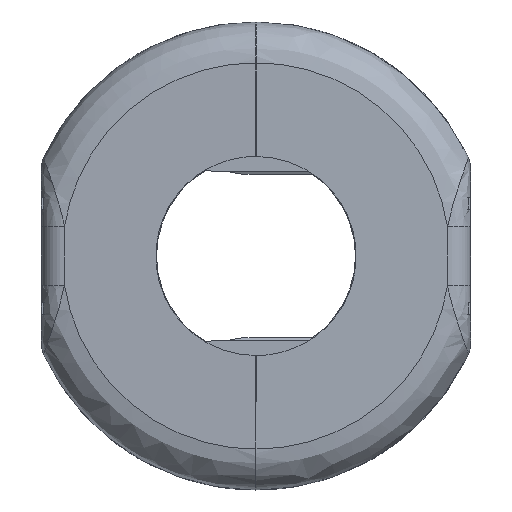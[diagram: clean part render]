
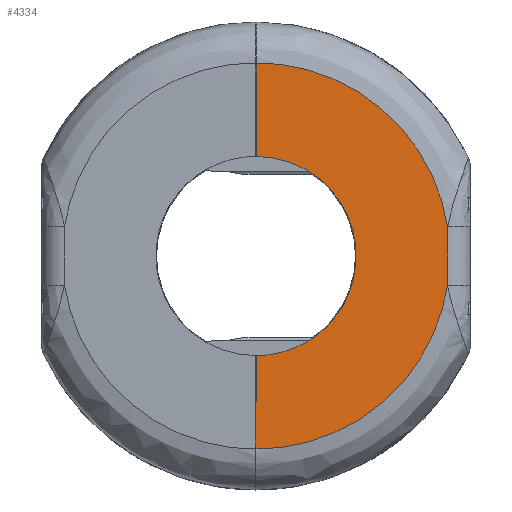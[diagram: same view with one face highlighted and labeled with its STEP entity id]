
A CAD part, left-side view. The second image highlights one B-rep face of the part: STEP entity #4334.
In plain terms, the highlighted planar face has unit normal (-1, -0.018, 0).
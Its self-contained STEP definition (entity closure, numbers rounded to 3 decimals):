
#4334 = ADVANCED_FACE( 'NONE', ( #8713 ), #8714, .T. );
#8713 = FACE_OUTER_BOUND( '', #15807, .T. );
#8714 = PLANE( '', #15808 );
#15807 = EDGE_LOOP( '', ( #30320, #30321, #30322, #30323, #30324, #30325, #30326, #30327 ) );
#15808 = AXIS2_PLACEMENT_3D( '', #30328, #30329, #30330 );
#30320 = ORIENTED_EDGE( '', *, *, #34476, .T. );
#30321 = ORIENTED_EDGE( '', *, *, #31335, .T. );
#30322 = ORIENTED_EDGE( '', *, *, #35298, .T. );
#30323 = ORIENTED_EDGE( '', *, *, #30976, .F. );
#30324 = ORIENTED_EDGE( '', *, *, #30898, .T. );
#30325 = ORIENTED_EDGE( '', *, *, #30897, .T. );
#30326 = ORIENTED_EDGE( '', *, *, #30904, .T. );
#30327 = ORIENTED_EDGE( '', *, *, #31984, .F. );
#30328 = CARTESIAN_POINT( '', ( -31., 0., 63.5 ) );
#30329 = DIRECTION( '', ( -1., -0.017, 0. ) );
#30330 = DIRECTION( '', ( -0.017, 1., 0. ) );
#30897 = EDGE_CURVE( 'NONE', #36500, #36501, #36502, .T. );
#30898 = EDGE_CURVE( 'NONE', #36503, #36500, #36504, .T. );
#30904 = EDGE_CURVE( 'NONE', #36501, #36513, #36515, .T. );
#30976 = EDGE_CURVE( 'NONE', #36503, #36646, #36647, .T. );
#31335 = EDGE_CURVE( 'NONE', #37281, #37279, #37282, .T. );
#31984 = EDGE_CURVE( 'NONE', #38402, #36513, #38404, .T. );
#34476 = EDGE_CURVE( 'NONE', #38402, #37281, #42158, .T. );
#35298 = EDGE_CURVE( 'NONE', #37279, #36646, #43191, .T. );
#36500 = VERTEX_POINT( 'NONE', #44958 );
#36501 = VERTEX_POINT( 'NONE', #44959 );
#36502 = ( BOUNDED_CURVE(  )B_SPLINE_CURVE( 3, ( #44962, #44963, #44964, #44965 ), .UNSPECIFIED., .F., .F. )B_SPLINE_CURVE_WITH_KNOTS( ( 4, 4 ), ( 4.712, 7.854 ), .UNSPECIFIED. )CURVE(  )GEOMETRIC_REPRESENTATION_ITEM(  )RATIONAL_B_SPLINE_CURVE( ( 1., 0.333, 0.333, 1. ) )REPRESENTATION_ITEM( '' ) );
#36503 = VERTEX_POINT( 'NONE', #44971 );
#36504 = CIRCLE( '', #44972, 12.754 );
#36513 = VERTEX_POINT( 'NONE', #44992 );
#36515 = CIRCLE( '', #44995, 12.754 );
#36646 = VERTEX_POINT( 'NONE', #45245 );
#36647 = LINE( '', #45246, #45247 );
#37279 = VERTEX_POINT( 'NONE', #46468 );
#37281 = VERTEX_POINT( 'NONE', #46470 );
#37282 = LINE( '', #46471, #46472 );
#38402 = VERTEX_POINT( 'NONE', #48659 );
#38404 = LINE( '', #48677, #48678 );
#42158 = ( BOUNDED_CURVE(  )B_SPLINE_CURVE( 3, ( #56766, #56767, #56768, #56769 ), .UNSPECIFIED., .F., .F. )B_SPLINE_CURVE_WITH_KNOTS( ( 4, 4 ), ( 4.709, 6.13 ), .UNSPECIFIED. )CURVE(  )GEOMETRIC_REPRESENTATION_ITEM(  )RATIONAL_B_SPLINE_CURVE( ( 1., 0.839, 0.839, 1. ) )REPRESENTATION_ITEM( '' ) );
#43191 = ( BOUNDED_CURVE(  )B_SPLINE_CURVE( 3, ( #59018, #59019, #59020, #59021 ), .UNSPECIFIED., .F., .F. )B_SPLINE_CURVE_WITH_KNOTS( ( 4, 4 ), ( 0.153, 1.574 ), .UNSPECIFIED. )CURVE(  )GEOMETRIC_REPRESENTATION_ITEM(  )RATIONAL_B_SPLINE_CURVE( ( 1., 0.839, 0.839, 1. ) )REPRESENTATION_ITEM( '' ) );
#44958 = CARTESIAN_POINT( '', ( -30.998, -0.092, 46.25 ) );
#44959 = CARTESIAN_POINT( '', ( -30.998, -0.092, 20.75 ) );
#44962 = CARTESIAN_POINT( '', ( -30.998, -0.092, 46.25 ) );
#44963 = CARTESIAN_POINT( '', ( -30.553, -25.592, 46.25 ) );
#44964 = CARTESIAN_POINT( '', ( -30.553, -25.592, 20.75 ) );
#44965 = CARTESIAN_POINT( '', ( -30.998, -0.092, 20.75 ) );
#44971 = CARTESIAN_POINT( '', ( -31., 0., 46.25 ) );
#44972 = AXIS2_PLACEMENT_3D( '', #60502, #60503, #60504 );
#44992 = CARTESIAN_POINT( '', ( -31., 0., 20.75 ) );
#44995 = AXIS2_PLACEMENT_3D( '', #60513, #60514, #60515 );
#45245 = CARTESIAN_POINT( '', ( -31., 0., 58.25 ) );
#45246 = CARTESIAN_POINT( '', ( -31., 0., 63.5 ) );
#45247 = VECTOR( '', #60597, 1000. );
#46468 = CARTESIAN_POINT( '', ( -30.571, -24.552, 37.273 ) );
#46470 = CARTESIAN_POINT( '', ( -30.571, -24.552, 29.727 ) );
#46471 = CARTESIAN_POINT( '', ( -30.571, -24.552, 63.5 ) );
#46472 = VECTOR( '', #61000, 1000. );
#48659 = CARTESIAN_POINT( '', ( -31., 0., 8.75 ) );
#48677 = CARTESIAN_POINT( '', ( -31., 0., 63.5 ) );
#48678 = VECTOR( '', #61654, 1000. );
#56766 = CARTESIAN_POINT( '', ( -31., 0., 8.75 ) );
#56767 = CARTESIAN_POINT( '', ( -30.776, -12.836, 8.703 ) );
#56768 = CARTESIAN_POINT( '', ( -30.606, -22.596, 17.041 ) );
#56769 = CARTESIAN_POINT( '', ( -30.571, -24.552, 29.727 ) );
#59018 = CARTESIAN_POINT( '', ( -30.571, -24.552, 37.273 ) );
#59019 = CARTESIAN_POINT( '', ( -30.606, -22.596, 49.959 ) );
#59020 = CARTESIAN_POINT( '', ( -30.776, -12.836, 58.297 ) );
#59021 = CARTESIAN_POINT( '', ( -31., 0., 58.25 ) );
#60502 = CARTESIAN_POINT( '', ( -30.998, -0.092, 33.496 ) );
#60503 = DIRECTION( '', ( 1., 0.017, 0. ) );
#60504 = DIRECTION( '', ( 0., 0.007, 1. ) );
#60513 = CARTESIAN_POINT( '', ( -30.998, -0.092, 33.504 ) );
#60514 = DIRECTION( '', ( 1., 0.017, 0. ) );
#60515 = DIRECTION( '', ( 0., 0., -1. ) );
#60597 = DIRECTION( '', ( 0., 0., 1. ) );
#61000 = DIRECTION( '', ( 0., 0., 1. ) );
#61654 = DIRECTION( '', ( 0., 0., 1. ) );
